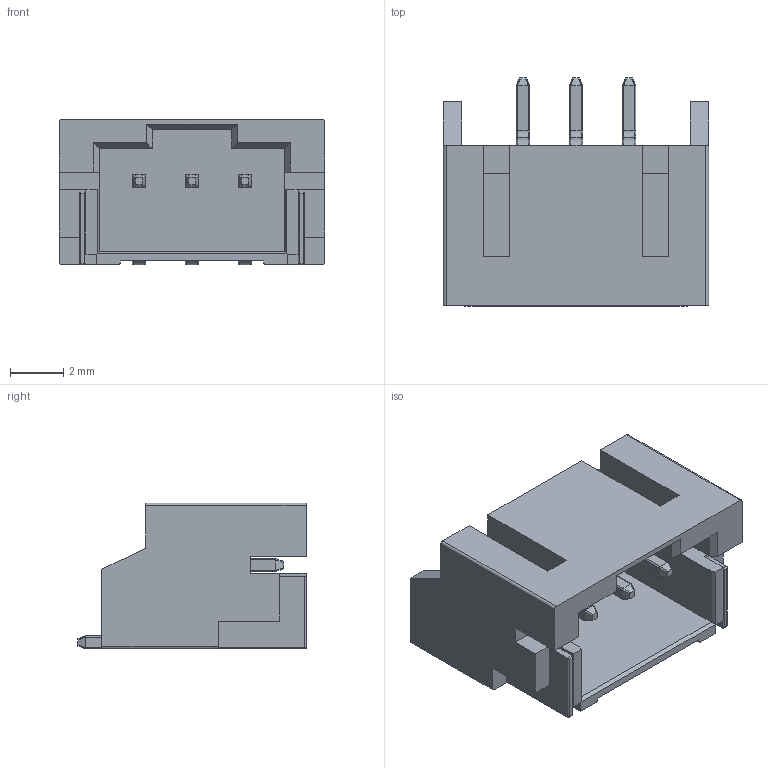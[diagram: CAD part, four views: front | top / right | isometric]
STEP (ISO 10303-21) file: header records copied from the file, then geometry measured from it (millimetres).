
FILE_DESCRIPTION (( 'STEP AP214' ), '1' );
FILE_NAME ('User Library-PH2.0-3PWB.STEP', '2024-03-20T07:38:31', ( '' ), ( '' ), 'SwSTEP 2.0', 'SolidWorks 2022', '' );
FILE_SCHEMA (( 'AUTOMOTIVE_DESIGN' ));
Length unit declared in the file: millimetre
Products named in the file (10): 3_100.STP; User Library-PH2.0-3PWB; PH2_0_SMD-W-3P-11406_AF0_ASM.STP; 2_100.STP; 1_1_A.STP; PH2_0_SMD-W-3P-6842_AF0_ASM.STP; PH2.0_SMD-W-3P.STP; PH2_0_SMD-W__100.STP; Designator12.STP; PH2.0-3PWB.STP
Assembly tree (11 placements, depth 7):
  User Library-PH2.0-3PWB
    PH2.0-3PWB.STP
      Designator12.STP
        PH2.0_SMD-W-3P.STP
          PH2_0_SMD-W-3P-11406_AF0_ASM.STP
            PH2_0_SMD-W-3P-6842_AF0_ASM.STP
              3_100.STP
              2_100.STP
              1_1_A.STP
            PH2_0_SMD-W__100.STP  x3
Bounding box: 10 x 8.6 x 5.5 mm (x, y, z)
Volume: 163.3 mm3; surface area: 547.8 mm2
Topology: 6 solids, 6 shells, 658 faces, 1720 edges, 1102 vertices
Faces by surface type: plane 456, cylinder 107, bspline 95
Entity records: 17390 total; most frequent: CARTESIAN_POINT 5494, ORIENTED_EDGE 2828, EDGE_CURVE 1414, B_SPLINE_CURVE_WITH_KNOTS 1354, DIRECTION 948, VERTEX_POINT 922, EDGE_LOOP 568, ADVANCED_FACE 532
